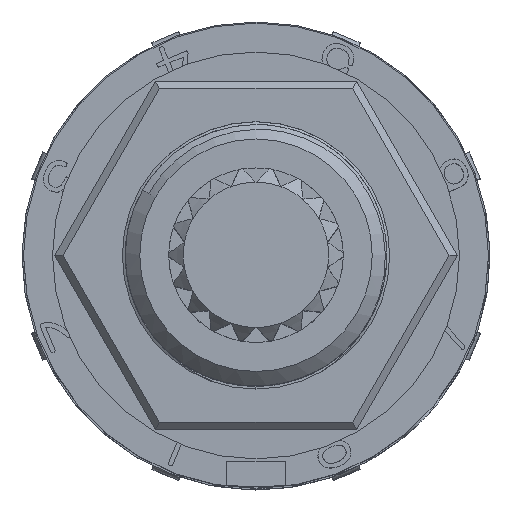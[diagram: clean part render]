
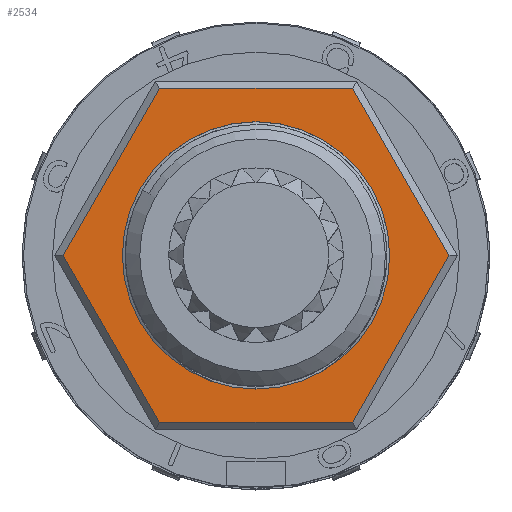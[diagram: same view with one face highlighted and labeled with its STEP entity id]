
A CAD part, top view. The second image highlights one B-rep face of the part: STEP entity #2534.
In plain terms, the highlighted planar face has unit normal (0, 0, 1).
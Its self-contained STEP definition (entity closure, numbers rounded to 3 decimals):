
#2385 = VERTEX_POINT('',#2386);
#2386 = CARTESIAN_POINT('',(-3.32,-5.75,14.));
#2394 = VERTEX_POINT('',#2395);
#2395 = CARTESIAN_POINT('',(3.32,-5.75,14.));
#2401 = EDGE_CURVE('',#2385,#2394,#2402,.T.);
#2402 = LINE('',#2403,#2404);
#2403 = CARTESIAN_POINT('',(-3.464,-5.75,14.));
#2404 = VECTOR('',#2405,1.);
#2405 = DIRECTION('',(1.,0.,0.));
#2515 = VERTEX_POINT('',#2516);
#2516 = CARTESIAN_POINT('',(-6.64,0.,14.));
#2524 = EDGE_CURVE('',#2515,#2385,#2525,.T.);
#2525 = LINE('',#2526,#2527);
#2526 = CARTESIAN_POINT('',(-6.712,0.125,14.));
#2527 = VECTOR('',#2528,1.);
#2528 = DIRECTION('',(0.5,-0.866,0.));
#2534 = ADVANCED_FACE('',(#2535,#2569),#2580,.T.);
#2535 = FACE_BOUND('',#2536,.T.);
#2536 = EDGE_LOOP('',(#2537,#2538,#2546,#2554,#2562,#2568));
#2537 = ORIENTED_EDGE('',*,*,#2401,.T.);
#2538 = ORIENTED_EDGE('',*,*,#2539,.T.);
#2539 = EDGE_CURVE('',#2394,#2540,#2542,.T.);
#2540 = VERTEX_POINT('',#2541);
#2541 = CARTESIAN_POINT('',(6.64,0.,14.));
#2542 = LINE('',#2543,#2544);
#2543 = CARTESIAN_POINT('',(3.248,-5.875,14.));
#2544 = VECTOR('',#2545,1.);
#2545 = DIRECTION('',(0.5,0.866,0.));
#2546 = ORIENTED_EDGE('',*,*,#2547,.T.);
#2547 = EDGE_CURVE('',#2540,#2548,#2550,.T.);
#2548 = VERTEX_POINT('',#2549);
#2549 = CARTESIAN_POINT('',(3.32,5.75,14.));
#2550 = LINE('',#2551,#2552);
#2551 = CARTESIAN_POINT('',(6.712,-0.125,14.));
#2552 = VECTOR('',#2553,1.);
#2553 = DIRECTION('',(-0.5,0.866,0.));
#2554 = ORIENTED_EDGE('',*,*,#2555,.T.);
#2555 = EDGE_CURVE('',#2548,#2556,#2558,.T.);
#2556 = VERTEX_POINT('',#2557);
#2557 = CARTESIAN_POINT('',(-3.32,5.75,14.));
#2558 = LINE('',#2559,#2560);
#2559 = CARTESIAN_POINT('',(3.464,5.75,14.));
#2560 = VECTOR('',#2561,1.);
#2561 = DIRECTION('',(-1.,0.,0.));
#2562 = ORIENTED_EDGE('',*,*,#2563,.T.);
#2563 = EDGE_CURVE('',#2556,#2515,#2564,.T.);
#2564 = LINE('',#2565,#2566);
#2565 = CARTESIAN_POINT('',(-3.248,5.875,14.));
#2566 = VECTOR('',#2567,1.);
#2567 = DIRECTION('',(-0.5,-0.866,0.));
#2568 = ORIENTED_EDGE('',*,*,#2524,.T.);
#2569 = FACE_BOUND('',#2570,.T.);
#2570 = EDGE_LOOP('',(#2571));
#2571 = ORIENTED_EDGE('',*,*,#2572,.F.);
#2572 = EDGE_CURVE('',#2573,#2573,#2575,.T.);
#2573 = VERTEX_POINT('',#2574);
#2574 = CARTESIAN_POINT('',(4.6,0.,14.));
#2575 = CIRCLE('',#2576,4.6);
#2576 = AXIS2_PLACEMENT_3D('',#2577,#2578,#2579);
#2577 = CARTESIAN_POINT('',(0.,0.,14.));
#2578 = DIRECTION('',(0.,0.,1.));
#2579 = DIRECTION('',(1.,0.,0.));
#2580 = PLANE('',#2581);
#2581 = AXIS2_PLACEMENT_3D('',#2582,#2583,#2584);
#2582 = CARTESIAN_POINT('',(0.,0.,14.));
#2583 = DIRECTION('',(0.,0.,1.));
#2584 = DIRECTION('',(1.,0.,0.));
